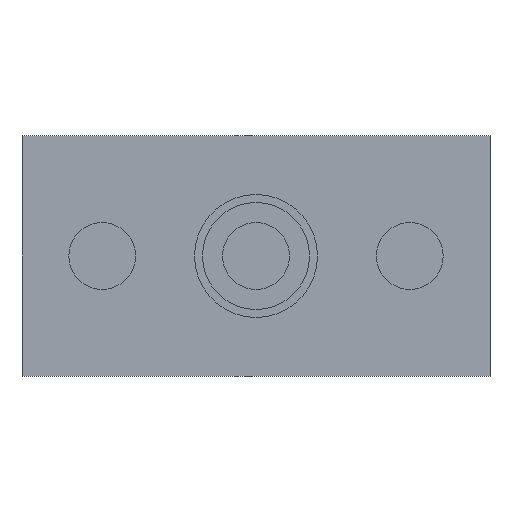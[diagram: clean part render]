
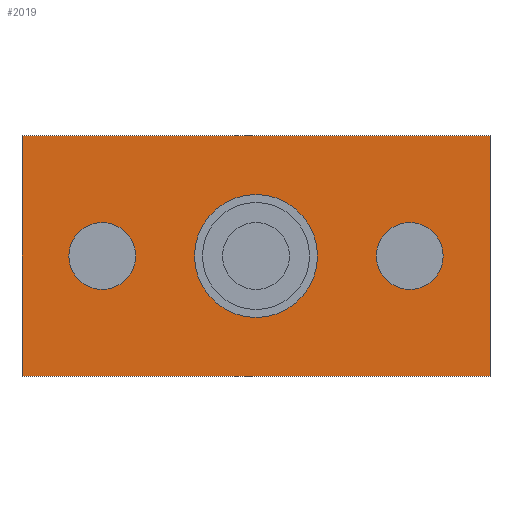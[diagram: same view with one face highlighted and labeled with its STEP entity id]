
A CAD part, front view. The second image highlights one B-rep face of the part: STEP entity #2019.
In plain terms, the highlighted planar face has unit normal (0, -1, 0).
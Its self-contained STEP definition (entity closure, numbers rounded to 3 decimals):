
#92 = EDGE_LOOP ( 'NONE', ( #757, #2509, #156, #1576 ) ) ;
#131 = CARTESIAN_POINT ( 'NONE',  ( 17.5, -1.25, -9. ) ) ;
#156 = ORIENTED_EDGE ( 'NONE', *, *, #1127, .F. ) ;
#235 = LINE ( 'NONE', #419, #2272 ) ;
#266 = EDGE_CURVE ( 'NONE', #2540, #1556, #2219, .T. ) ;
#354 = VERTEX_POINT ( 'NONE', #1922 ) ;
#419 = CARTESIAN_POINT ( 'NONE',  ( -17.5, -1.25, 9. ) ) ;
#578 = EDGE_CURVE ( 'NONE', #918, #2540, #235, .T. ) ;
#657 = FACE_OUTER_BOUND ( 'NONE', #92, .T. ) ;
#700 = AXIS2_PLACEMENT_3D ( 'NONE', #1639, #2416, #1055 ) ;
#757 = ORIENTED_EDGE ( 'NONE', *, *, #266, .T. ) ;
#918 = VERTEX_POINT ( 'NONE', #1134 ) ;
#1055 = DIRECTION ( 'NONE',  ( 0., 0., 1. ) ) ;
#1127 = EDGE_CURVE ( 'NONE', #918, #354, #2182, .T. ) ;
#1134 = CARTESIAN_POINT ( 'NONE',  ( -17.5, -1.25, 9. ) ) ;
#1172 = DIRECTION ( 'NONE',  ( 1., 0., 0. ) ) ;
#1208 = CARTESIAN_POINT ( 'NONE',  ( 17.5, -1.25, 9. ) ) ;
#1249 = PLANE ( 'NONE',  #700 ) ;
#1330 = VECTOR ( 'NONE', #2328, 1000. ) ;
#1335 = LINE ( 'NONE', #1208, #1330 ) ;
#1420 = EDGE_CURVE ( 'NONE', #354, #1556, #1335, .T. ) ;
#1556 = VERTEX_POINT ( 'NONE', #131 ) ;
#1576 = ORIENTED_EDGE ( 'NONE', *, *, #578, .T. ) ;
#1595 = CARTESIAN_POINT ( 'NONE',  ( -17.5, -1.25, -9. ) ) ;
#1617 = DIRECTION ( 'NONE',  ( 0., 0., -1. ) ) ;
#1639 = CARTESIAN_POINT ( 'NONE',  ( -17.5, -1.25, 9. ) ) ;
#1706 = CARTESIAN_POINT ( 'NONE',  ( -17.5, -1.25, -9. ) ) ;
#1922 = CARTESIAN_POINT ( 'NONE',  ( 17.5, -1.25, 9. ) ) ;
#2019 = ADVANCED_FACE ( 'NONE', ( #657 ), #1249, .F. ) ;
#2040 = DIRECTION ( 'NONE',  ( 1., 0., 0. ) ) ;
#2110 = VECTOR ( 'NONE', #2040, 1000. ) ;
#2182 = LINE ( 'NONE', #2243, #2110 ) ;
#2214 = VECTOR ( 'NONE', #1172, 1000. ) ;
#2219 = LINE ( 'NONE', #1595, #2214 ) ;
#2243 = CARTESIAN_POINT ( 'NONE',  ( -17.5, -1.25, 9. ) ) ;
#2272 = VECTOR ( 'NONE', #1617, 1000. ) ;
#2328 = DIRECTION ( 'NONE',  ( 0., 0., -1. ) ) ;
#2416 = DIRECTION ( 'NONE',  ( 0., 1., 0. ) ) ;
#2509 = ORIENTED_EDGE ( 'NONE', *, *, #1420, .F. ) ;
#2540 = VERTEX_POINT ( 'NONE', #1706 ) ;
